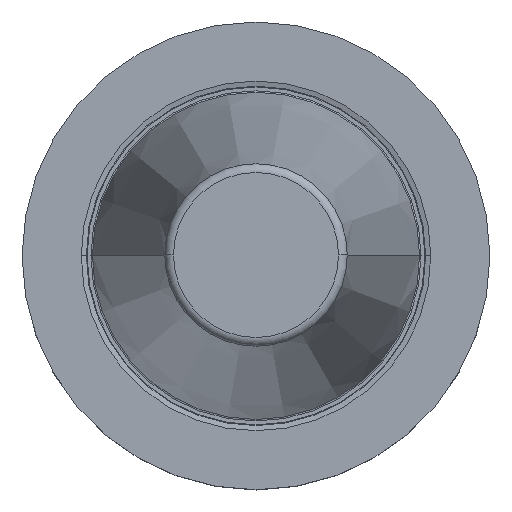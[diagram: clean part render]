
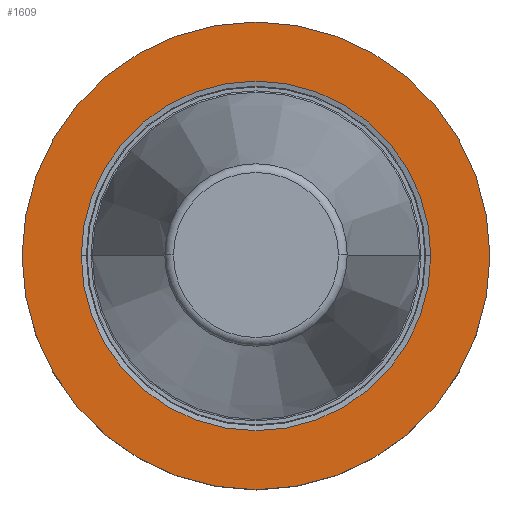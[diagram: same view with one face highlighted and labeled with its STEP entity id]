
A CAD part, top view. The second image highlights one B-rep face of the part: STEP entity #1609.
In plain terms, the highlighted planar face has unit normal (0, 0, 1).
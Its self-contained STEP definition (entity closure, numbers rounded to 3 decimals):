
#514=CARTESIAN_POINT('',(0.,0.,-3.2));
#515=DIRECTION('',(0.,0.,1.));
#516=DIRECTION('',(1.,0.,0.));
#517=AXIS2_PLACEMENT_3D('',#514,#515,#516);
#522=CARTESIAN_POINT('',(0.,0.,-3.2));
#523=DIRECTION('',(0.,0.,-1.));
#524=DIRECTION('',(1.,0.,0.));
#525=AXIS2_PLACEMENT_3D('',#522,#523,#524);
#530=CARTESIAN_POINT('',(0.,0.,-3.2));
#531=DIRECTION('',(0.,0.,1.));
#532=DIRECTION('',(1.,0.,0.));
#533=AXIS2_PLACEMENT_3D('',#530,#531,#532);
#538=CARTESIAN_POINT('',(0.,0.,-3.2));
#539=DIRECTION('',(0.,0.,1.));
#540=DIRECTION('',(-1.,0.,0.));
#541=AXIS2_PLACEMENT_3D('',#538,#539,#540);
#1028=CARTESIAN_POINT('',(31.775,0.,-3.2));
#1029=CARTESIAN_POINT('',(-31.775,0.,-3.2));
#1030=VERTEX_POINT('',#1028);
#1031=VERTEX_POINT('',#1029);
#1094=CARTESIAN_POINT('',(23.746,0.,-3.2));
#1095=VERTEX_POINT('',#1094);
#1098=CARTESIAN_POINT('',(-23.746,0.,-3.2));
#1099=VERTEX_POINT('',#1098);
#1594=CARTESIAN_POINT('',(0.,0.,-3.2));
#1595=DIRECTION('',(0.,0.,-1.));
#1596=DIRECTION('',(-1.,0.,0.));
#1597=AXIS2_PLACEMENT_3D('',#1594,#1595,#1596);
#1598=PLANE('',#1597);
#1599=ORIENTED_EDGE('',*,*,#1575,.F.);
#1600=ORIENTED_EDGE('',*,*,#1517,.T.);
#1601=EDGE_LOOP('',(#1599,#1600));
#1602=FACE_OUTER_BOUND('',#1601,.F.);
#1604=ORIENTED_EDGE('',*,*,#1603,.T.);
#1606=ORIENTED_EDGE('',*,*,#1605,.T.);
#1607=EDGE_LOOP('',(#1604,#1606));
#1608=FACE_BOUND('',#1607,.F.);
#1609=ADVANCED_FACE('',(#1602,#1608),#1598,.F.);
#518=CIRCLE('',#517,31.775);
#526=CIRCLE('',#525,31.775);
#534=CIRCLE('',#533,23.746);
#542=CIRCLE('',#541,23.746);
#1517=EDGE_CURVE('',#1030,#1031,#526,.T.);
#1575=EDGE_CURVE('',#1030,#1031,#518,.T.);
#1603=EDGE_CURVE('',#1095,#1099,#534,.T.);
#1605=EDGE_CURVE('',#1099,#1095,#542,.T.);
